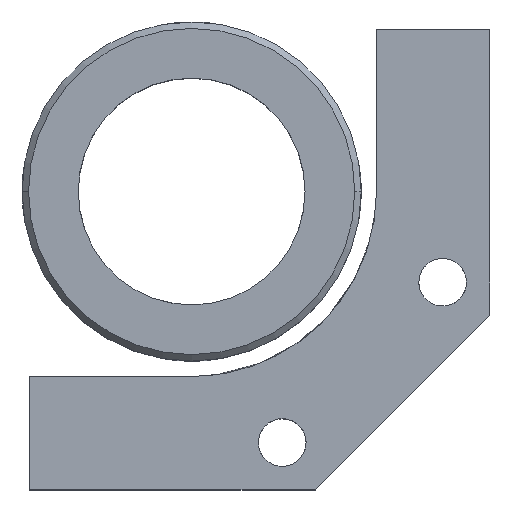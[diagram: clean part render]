
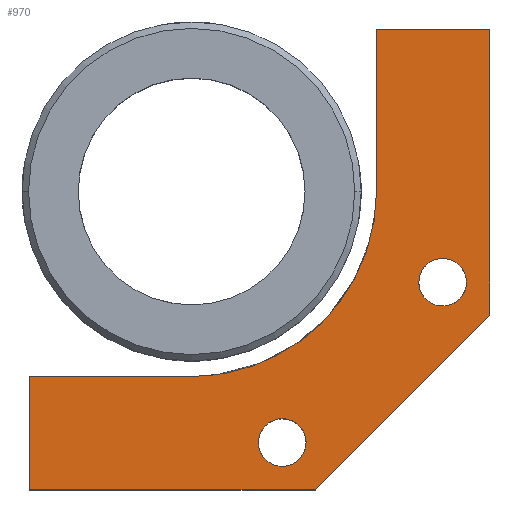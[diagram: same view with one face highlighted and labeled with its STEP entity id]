
A CAD part, top view. The second image highlights one B-rep face of the part: STEP entity #970.
In plain terms, the highlighted free-form (B-spline) face has degree [1, 1] with [2, 2] control points.
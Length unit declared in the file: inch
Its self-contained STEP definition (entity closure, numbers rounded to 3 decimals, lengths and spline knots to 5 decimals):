
#350=B_SPLINE_SURFACE_WITH_KNOTS('',1,1,((#1523,#1524),(#1525,#1526)),
 .UNSPECIFIED.,.F.,.F.,.U.,(2,2),(2,2),(-0.715,1.315),(-1.315,0.715),
 .UNSPECIFIED.);
#363=(
BOUNDED_CURVE()
B_SPLINE_CURVE(2,(#1346,#1347,#1348),.UNSPECIFIED.,.F.,.U.)
B_SPLINE_CURVE_WITH_KNOTS((3,3),(16.45985,18.03064),
 .UNSPECIFIED.)
CURVE()
GEOMETRIC_REPRESENTATION_ITEM()
RATIONAL_B_SPLINE_CURVE((1.,0.707,1.))
REPRESENTATION_ITEM('')
);
#370=(
BOUNDED_CURVE()
B_SPLINE_CURVE(2,(#1440,#1441,#1442,#1443,#1444),.UNSPECIFIED.,.F.,.U.)
B_SPLINE_CURVE_WITH_KNOTS((3,2,3),(1.,2.5708,4.14159),
 .UNSPECIFIED.)
CURVE()
GEOMETRIC_REPRESENTATION_ITEM()
RATIONAL_B_SPLINE_CURVE((1.,0.707,1.,0.707,1.))
REPRESENTATION_ITEM('')
);
#371=(
BOUNDED_CURVE()
B_SPLINE_CURVE(2,(#1458,#1459,#1460,#1461,#1462),.UNSPECIFIED.,.F.,.U.)
B_SPLINE_CURVE_WITH_KNOTS((3,2,3),(1.,2.5708,4.14159),
 .UNSPECIFIED.)
CURVE()
GEOMETRIC_REPRESENTATION_ITEM()
RATIONAL_B_SPLINE_CURVE((1.,0.707,1.,0.707,1.))
REPRESENTATION_ITEM('')
);
#372=(
BOUNDED_CURVE()
B_SPLINE_CURVE(2,(#1476,#1477,#1478,#1479,#1480),.UNSPECIFIED.,.F.,.U.)
B_SPLINE_CURVE_WITH_KNOTS((3,2,3),(1.,2.5708,4.14159),
 .UNSPECIFIED.)
CURVE()
GEOMETRIC_REPRESENTATION_ITEM()
RATIONAL_B_SPLINE_CURVE((1.,0.707,1.,0.707,1.))
REPRESENTATION_ITEM('')
);
#373=(
BOUNDED_CURVE()
B_SPLINE_CURVE(2,(#1494,#1495,#1496,#1497,#1498),.UNSPECIFIED.,.F.,.U.)
B_SPLINE_CURVE_WITH_KNOTS((3,2,3),(1.,2.5708,4.14159),
 .UNSPECIFIED.)
CURVE()
GEOMETRIC_REPRESENTATION_ITEM()
RATIONAL_B_SPLINE_CURVE((1.,0.707,1.,0.707,1.))
REPRESENTATION_ITEM('')
);
#392=VERTEX_POINT('',#1326);
#397=VERTEX_POINT('',#1342);
#398=VERTEX_POINT('',#1345);
#399=VERTEX_POINT('',#1349);
#400=VERTEX_POINT('',#1358);
#403=VERTEX_POINT('',#1365);
#410=VERTEX_POINT('',#1412);
#413=VERTEX_POINT('',#1439);
#414=VERTEX_POINT('',#1445);
#415=VERTEX_POINT('',#1475);
#416=VERTEX_POINT('',#1481);
#417=VERTEX_POINT('',#1529);
#464=B_SPLINE_CURVE_WITH_KNOTS('',1,(#1343,#1344),.UNSPECIFIED.,.F.,.U.,
(2,2),(4.14159,5.14159),.UNSPECIFIED.);
#465=B_SPLINE_CURVE_WITH_KNOTS('',1,(#1350,#1351),.UNSPECIFIED.,.F.,.U.,
(2,2),(0.,1.),.UNSPECIFIED.);
#469=B_SPLINE_CURVE_WITH_KNOTS('',1,(#1366,#1367),.UNSPECIFIED.,.F.,.U.,
(2,2),(3.,4.),.UNSPECIFIED.);
#475=B_SPLINE_CURVE_WITH_KNOTS('',1,(#1413,#1414),.UNSPECIFIED.,.F.,.U.,
(2,2),(2.,3.),.UNSPECIFIED.);
#482=B_SPLINE_CURVE_WITH_KNOTS('',1,(#1527,#1528),.UNSPECIFIED.,.F.,.U.,
(2,2),(0.,1.),.UNSPECIFIED.);
#483=B_SPLINE_CURVE_WITH_KNOTS('',1,(#1530,#1531),.UNSPECIFIED.,.F.,.U.,
(2,2),(0.,1.),.UNSPECIFIED.);
#484=B_SPLINE_CURVE_WITH_KNOTS('',1,(#1532,#1533),.UNSPECIFIED.,.F.,.U.,
(2,2),(0.,1.),.UNSPECIFIED.);
#537=EDGE_CURVE('',#398,#397,#464,.T.);
#538=EDGE_CURVE('',#399,#398,#363,.T.);
#539=EDGE_CURVE('',#399,#392,#465,.T.);
#543=EDGE_CURVE('',#403,#400,#469,.T.);
#553=EDGE_CURVE('',#410,#403,#475,.T.);
#557=EDGE_CURVE('',#414,#413,#370,.T.);
#559=EDGE_CURVE('',#413,#414,#371,.T.);
#561=EDGE_CURVE('',#416,#415,#372,.T.);
#563=EDGE_CURVE('',#415,#416,#373,.T.);
#566=EDGE_CURVE('',#397,#417,#482,.T.);
#567=EDGE_CURVE('',#417,#400,#483,.T.);
#568=EDGE_CURVE('',#410,#392,#484,.T.);
#698=ORIENTED_EDGE('',*,*,#538,.T.);
#699=ORIENTED_EDGE('',*,*,#537,.T.);
#700=ORIENTED_EDGE('',*,*,#566,.T.);
#701=ORIENTED_EDGE('',*,*,#567,.T.);
#702=ORIENTED_EDGE('',*,*,#543,.F.);
#703=ORIENTED_EDGE('',*,*,#553,.F.);
#704=ORIENTED_EDGE('',*,*,#568,.T.);
#705=ORIENTED_EDGE('',*,*,#539,.F.);
#706=ORIENTED_EDGE('',*,*,#557,.T.);
#707=ORIENTED_EDGE('',*,*,#559,.T.);
#708=ORIENTED_EDGE('',*,*,#561,.T.);
#709=ORIENTED_EDGE('',*,*,#563,.T.);
#861=EDGE_LOOP('',(#698,#699,#700,#701,#702,#703,#704,#705));
#862=EDGE_LOOP('',(#706,#707));
#863=EDGE_LOOP('',(#708,#709));
#919=FACE_BOUND('',#861,.T.);
#920=FACE_BOUND('',#862,.T.);
#921=FACE_BOUND('',#863,.T.);
#970=ADVANCED_FACE('',(#919,#920,#921),#350,.T.);
#1326=CARTESIAN_POINT('',(0.815,0.715,0.5));
#1342=CARTESIAN_POINT('',(-0.715,-0.815,0.5));
#1343=CARTESIAN_POINT('',(0.,-0.815,0.5));
#1344=CARTESIAN_POINT('',(-0.715,-0.815,0.5));
#1345=CARTESIAN_POINT('',(0.,-0.815,0.5));
#1346=CARTESIAN_POINT('',(0.815,0.,0.5));
#1347=CARTESIAN_POINT('',(0.815,-0.815,0.5));
#1348=CARTESIAN_POINT('',(0.,-0.815,0.5));
#1349=CARTESIAN_POINT('',(0.815,0.,0.5));
#1350=CARTESIAN_POINT('',(0.815,0.,0.5));
#1351=CARTESIAN_POINT('',(0.815,0.715,0.5));
#1358=CARTESIAN_POINT('',(0.54469,-1.315,0.5));
#1365=CARTESIAN_POINT('',(1.315,-0.54469,0.5));
#1366=CARTESIAN_POINT('',(1.315,-0.54469,0.5));
#1367=CARTESIAN_POINT('',(0.54469,-1.315,0.5));
#1412=CARTESIAN_POINT('',(1.315,0.715,0.5));
#1413=CARTESIAN_POINT('',(1.315,0.715,0.5));
#1414=CARTESIAN_POINT('',(1.315,-0.54469,0.5));
#1439=CARTESIAN_POINT('',(1.21162,-0.39952,0.5));
#1440=CARTESIAN_POINT('',(1.00162,-0.39952,0.5));
#1441=CARTESIAN_POINT('',(1.00162,-0.29452,0.5));
#1442=CARTESIAN_POINT('',(1.10662,-0.29452,0.5));
#1443=CARTESIAN_POINT('',(1.21162,-0.29452,0.5));
#1444=CARTESIAN_POINT('',(1.21162,-0.39952,0.5));
#1445=CARTESIAN_POINT('',(1.00162,-0.39952,0.5));
#1458=CARTESIAN_POINT('',(1.21162,-0.39952,0.5));
#1459=CARTESIAN_POINT('',(1.21162,-0.50452,0.5));
#1460=CARTESIAN_POINT('',(1.10662,-0.50452,0.5));
#1461=CARTESIAN_POINT('',(1.00162,-0.50452,0.5));
#1462=CARTESIAN_POINT('',(1.00162,-0.39952,0.5));
#1475=CARTESIAN_POINT('',(0.50452,-1.10662,0.5));
#1476=CARTESIAN_POINT('',(0.29452,-1.10662,0.5));
#1477=CARTESIAN_POINT('',(0.29452,-1.00162,0.5));
#1478=CARTESIAN_POINT('',(0.39952,-1.00162,0.5));
#1479=CARTESIAN_POINT('',(0.50452,-1.00162,0.5));
#1480=CARTESIAN_POINT('',(0.50452,-1.10662,0.5));
#1481=CARTESIAN_POINT('',(0.29452,-1.10662,0.5));
#1494=CARTESIAN_POINT('',(0.50452,-1.10662,0.5));
#1495=CARTESIAN_POINT('',(0.50452,-1.21162,0.5));
#1496=CARTESIAN_POINT('',(0.39952,-1.21162,0.5));
#1497=CARTESIAN_POINT('',(0.29452,-1.21162,0.5));
#1498=CARTESIAN_POINT('',(0.29452,-1.10662,0.5));
#1523=CARTESIAN_POINT('',(-0.715,-1.315,0.5));
#1524=CARTESIAN_POINT('',(-0.715,0.715,0.5));
#1525=CARTESIAN_POINT('',(1.315,-1.315,0.5));
#1526=CARTESIAN_POINT('',(1.315,0.715,0.5));
#1527=CARTESIAN_POINT('',(-0.715,-0.815,0.5));
#1528=CARTESIAN_POINT('',(-0.715,-1.315,0.5));
#1529=CARTESIAN_POINT('',(-0.715,-1.315,0.5));
#1530=CARTESIAN_POINT('',(-0.715,-1.315,0.5));
#1531=CARTESIAN_POINT('',(0.54469,-1.315,0.5));
#1532=CARTESIAN_POINT('',(1.315,0.715,0.5));
#1533=CARTESIAN_POINT('',(0.815,0.715,0.5));
